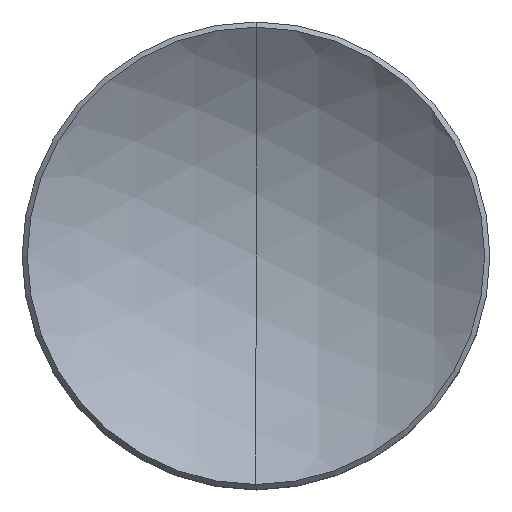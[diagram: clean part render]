
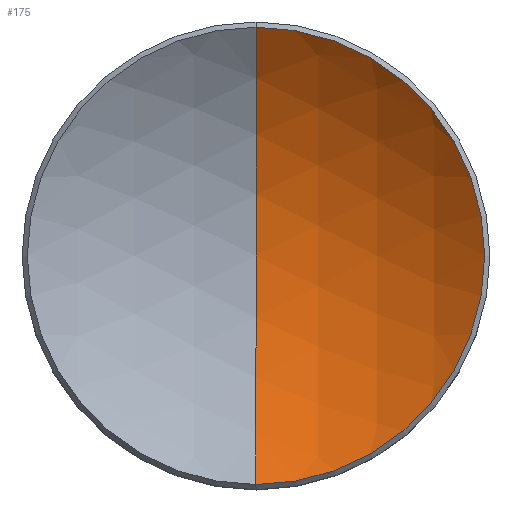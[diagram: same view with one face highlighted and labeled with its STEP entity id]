
A CAD part, top view. The second image highlights one B-rep face of the part: STEP entity #175.
In plain terms, the highlighted spherical face has radius 9.79 mm.
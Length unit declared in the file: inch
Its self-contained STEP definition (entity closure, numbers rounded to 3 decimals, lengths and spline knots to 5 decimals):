
#32 = CARTESIAN_POINT ( 'NONE',  ( 0., 0., 0.39845 ) ) ;
#38 = AXIS2_PLACEMENT_3D ( 'NONE', #32, #327, #250 ) ;
#39 = DIRECTION ( 'NONE',  ( 0., 1., 0. ) ) ;
#59 = CARTESIAN_POINT ( 'NONE',  ( 0., 0., 0.10044 ) ) ;
#68 = AXIS2_PLACEMENT_3D ( 'NONE', #324, #235, #39 ) ;
#73 = CIRCLE ( 'NONE', #165, 0.38543 ) ;
#82 = SPHERICAL_SURFACE ( 'NONE', #68, 0.38543 ) ;
#104 = DIRECTION ( 'NONE',  ( 0., -1., 0. ) ) ;
#110 = CARTESIAN_POINT ( 'NONE',  ( 0., -0.24443, 0.10044 ) ) ;
#119 = DIRECTION ( 'NONE',  ( 1., 0., 0. ) ) ;
#126 = CARTESIAN_POINT ( 'NONE',  ( 0., 0.24443, 0.10044 ) ) ;
#127 = CARTESIAN_POINT ( 'NONE',  ( 0., 0., 0.39845 ) ) ;
#152 = CIRCLE ( 'NONE', #182, 0.24443 ) ;
#159 = DIRECTION ( 'NONE',  ( 0., 0., -1. ) ) ;
#162 = EDGE_CURVE ( 'NONE', #190, #304, #302, .T. ) ;
#164 = DIRECTION ( 'NONE',  ( 0., 0., 1. ) ) ;
#165 = AXIS2_PLACEMENT_3D ( 'NONE', #127, #119, #159 ) ;
#172 = ORIENTED_EDGE ( 'NONE', *, *, #279, .T. ) ;
#175 = ADVANCED_FACE ( 'NONE', ( #238 ), #82, .F. ) ;
#182 = AXIS2_PLACEMENT_3D ( 'NONE', #59, #164, #104 ) ;
#190 = VERTEX_POINT ( 'NONE', #306 ) ;
#218 = ORIENTED_EDGE ( 'NONE', *, *, #233, .F. ) ;
#233 = EDGE_CURVE ( 'NONE', #190, #248, #73, .T. ) ;
#235 = DIRECTION ( 'NONE',  ( -1., 0., 0. ) ) ;
#238 = FACE_OUTER_BOUND ( 'NONE', #298, .T. ) ;
#248 = VERTEX_POINT ( 'NONE', #126 ) ;
#250 = DIRECTION ( 'NONE',  ( 0., -1., 0. ) ) ;
#259 = ORIENTED_EDGE ( 'NONE', *, *, #162, .T. ) ;
#279 = EDGE_CURVE ( 'NONE', #304, #248, #152, .T. ) ;
#298 = EDGE_LOOP ( 'NONE', ( #218, #259, #172 ) ) ;
#302 = CIRCLE ( 'NONE', #38, 0.38543 ) ;
#304 = VERTEX_POINT ( 'NONE', #110 ) ;
#306 = CARTESIAN_POINT ( 'NONE',  ( 0., 0., 0.01302 ) ) ;
#324 = CARTESIAN_POINT ( 'NONE',  ( 0., 0., 0.39845 ) ) ;
#327 = DIRECTION ( 'NONE',  ( -1., 0., 0. ) ) ;
